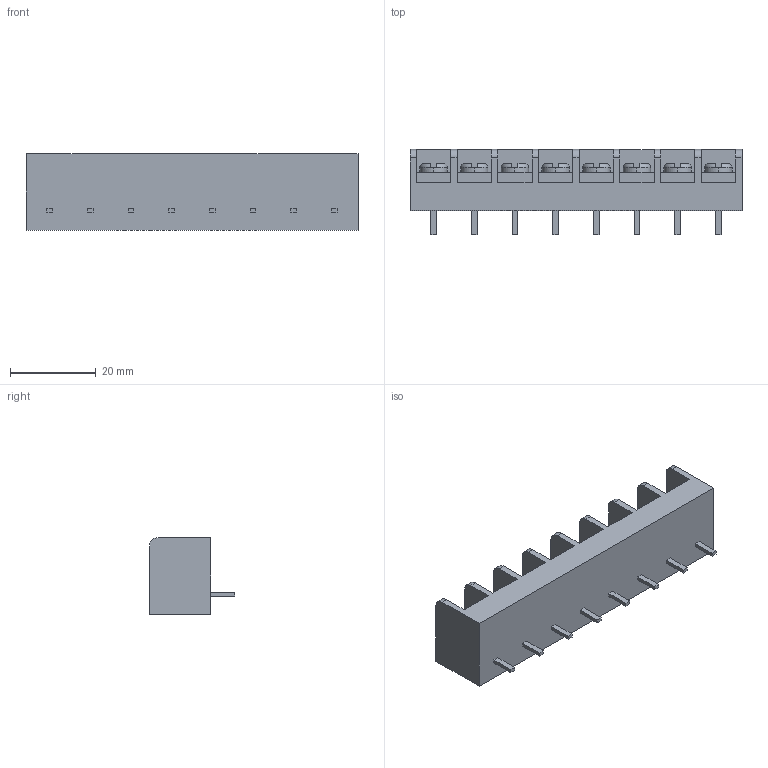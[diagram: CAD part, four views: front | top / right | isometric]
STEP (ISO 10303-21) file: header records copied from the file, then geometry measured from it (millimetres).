
FILE_DESCRIPTION (( 'STEP AP214' ), '1' );
FILE_NAME ('TerminalBlock_OST_OSTYK44108030_P9.50mm.STEP', '2021-12-09T05:13:35', ( '' ), ( '' ), 'SwSTEP 2.0', 'SolidWorks 2020', '' );
FILE_SCHEMA (( 'AUTOMOTIVE_DESIGN' ));
Length unit declared in the file: millimetre
Products named in the file (1): TerminalBlock_OST_OSTYK44108030_P9.50mm
Bounding box: 77.45 x 19.85 x 17.9 mm (x, y, z)
Volume: 14107.4 mm3; surface area: 10100.9 mm2
Topology: 24 solids, 24 shells, 286 faces, 679 edges, 442 vertices
Faces by surface type: plane 245, cylinder 25, torus 16
Entity records: 8558 total; most frequent: CARTESIAN_POINT 1664, ORIENTED_EDGE 1358, DIRECTION 1319, EDGE_CURVE 679, LINE 549, VECTOR 549, VERTEX_POINT 442, AXIS2_PLACEMENT_3D 385
